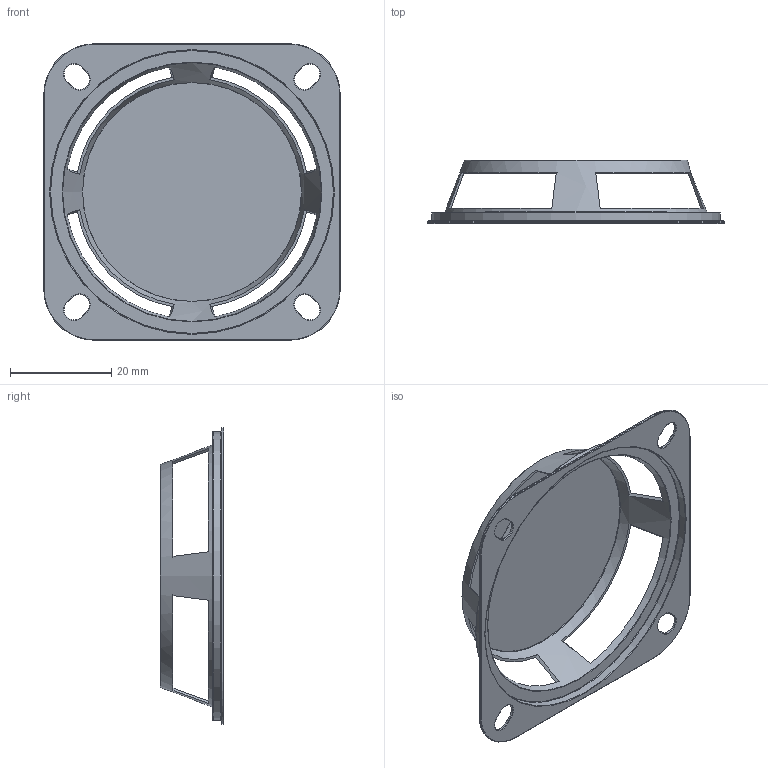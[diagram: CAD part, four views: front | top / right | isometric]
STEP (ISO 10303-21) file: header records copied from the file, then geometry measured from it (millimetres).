
FILE_DESCRIPTION (( 'STEP AP203' ), '1' );
FILE_NAME ('FR 58 Korb.stp.STEP', '2026-01-20T11:21:56', ( '' ), ( '' ), 'SwSTEP 2.0', 'SolidWorks 2024', '' );
FILE_SCHEMA (( 'CONFIG_CONTROL_DESIGN' ));
Length unit declared in the file: millimetre
Products named in the file (1): FR 58 Korb.stp
Bounding box: 58.5 x 12.5 x 58.5 mm (x, y, z)
Volume: 1871 mm3; surface area: 7726.8 mm2
Topology: 1 solids, 1 shells, 106 faces, 244 edges, 144 vertices
Faces by surface type: cylinder 38, plane 34, torus 32, cone 2
Full cylindrical faces by diameter (mm): 56 x1, 57 x1
Entity records: 3019 total; most frequent: DIRECTION 558, CARTESIAN_POINT 515, ORIENTED_EDGE 464, AXIS2_PLACEMENT_3D 235, EDGE_CURVE 232, VERTEX_POINT 144, EDGE_LOOP 138, CIRCLE 128
